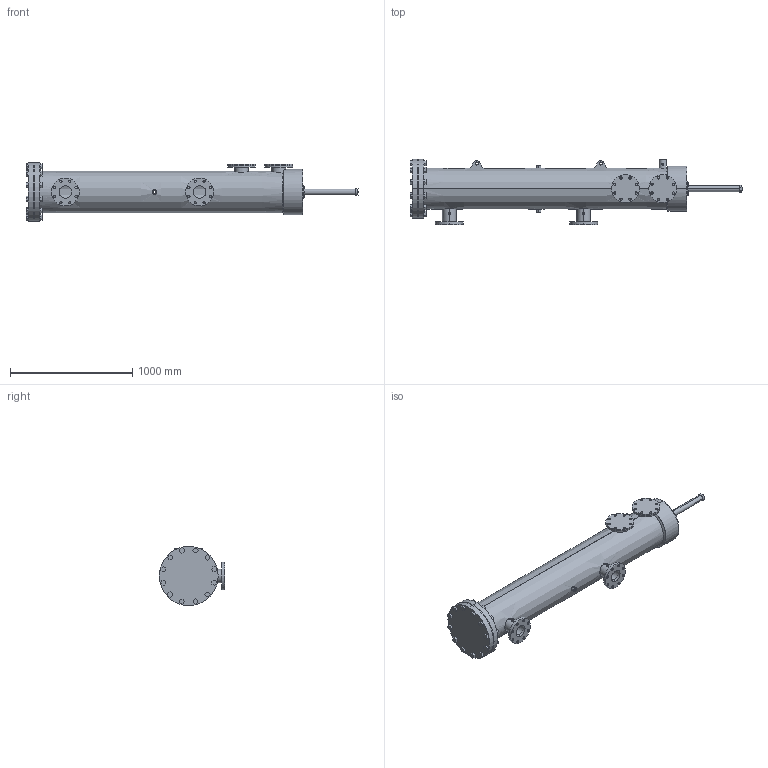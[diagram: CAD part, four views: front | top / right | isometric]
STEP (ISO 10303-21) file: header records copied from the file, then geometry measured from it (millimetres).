
FILE_DESCRIPTION (( 'STEP AP203' ), '1' );
FILE_NAME ('D4-FRP-180.STEP', '2020-09-17T14:05:22', ( '' ), ( '' ), 'SwSTEP 2.0', 'SolidWorks 2018', '' );
FILE_SCHEMA (( 'CONFIG_CONTROL_DESIGN' ));
Length unit declared in the file: inch
Products named in the file (1): D4-FRP-180
Bounding box: 2718.31 x 536.61 x 482.6 mm (x, y, z)
Volume: 29692675 mm3; surface area: 6817368.6 mm2
Topology: 19 solids, 19 shells, 662 faces, 1678 edges, 1111 vertices
Faces by surface type: cylinder 342, plane 296, cone 24
Entity records: 25299 total; most frequent: CARTESIAN_POINT 8510, DIRECTION 3462, ORIENTED_EDGE 3352, EDGE_CURVE 1676, AXIS2_PLACEMENT_3D 1267, VERTEX_POINT 1111, EDGE_LOOP 939, LINE 928
